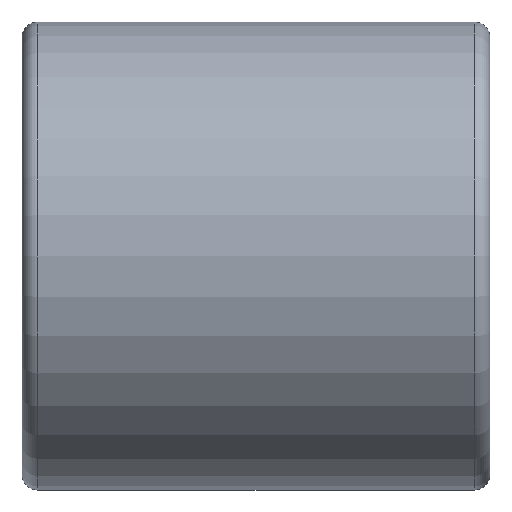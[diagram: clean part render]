
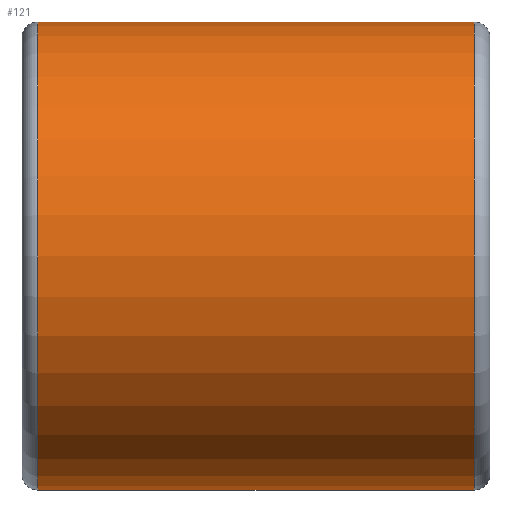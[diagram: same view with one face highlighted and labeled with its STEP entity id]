
A CAD part, left-side view. The second image highlights one B-rep face of the part: STEP entity #121.
In plain terms, the highlighted cylindrical face has radius 7.5 mm (diameter 15 mm), a partial arc.
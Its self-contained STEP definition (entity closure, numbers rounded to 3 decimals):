
#2 = ORIENTED_EDGE ( 'NONE', *, *, #328, .T. ) ;
#11 = CARTESIAN_POINT ( 'NONE',  ( 0., 33.565, -7.5 ) ) ;
#21 = ORIENTED_EDGE ( 'NONE', *, *, #297, .T. ) ;
#28 = CIRCLE ( 'NONE', #364, 7.5 ) ;
#32 = CARTESIAN_POINT ( 'NONE',  ( 0., 7., 0. ) ) ;
#39 = CIRCLE ( 'NONE', #184, 7.5 ) ;
#71 = LINE ( 'NONE', #11, #250 ) ;
#107 = EDGE_CURVE ( 'NONE', #428, #438, #71, .T. ) ;
#121 = ADVANCED_FACE ( 'NONE', ( #314 ), #205, .T. ) ;
#124 = DIRECTION ( 'NONE',  ( 0., 0., 1. ) ) ;
#133 = ORIENTED_EDGE ( 'NONE', *, *, #107, .F. ) ;
#141 = ORIENTED_EDGE ( 'NONE', *, *, #216, .T. ) ;
#158 = DIRECTION ( 'NONE',  ( 0., 1., 0. ) ) ;
#184 = AXIS2_PLACEMENT_3D ( 'NONE', #32, #430, #377 ) ;
#197 = CARTESIAN_POINT ( 'NONE',  ( 0., -7., 0. ) ) ;
#201 = VECTOR ( 'NONE', #293, 1000. ) ;
#205 = CYLINDRICAL_SURFACE ( 'NONE', #283, 7.5 ) ;
#211 = CARTESIAN_POINT ( 'NONE',  ( 0., 7., -7.5 ) ) ;
#216 = EDGE_CURVE ( 'NONE', #435, #260, #381, .T. ) ;
#250 = VECTOR ( 'NONE', #409, 1000. ) ;
#260 = VERTEX_POINT ( 'NONE', #338 ) ;
#261 = CARTESIAN_POINT ( 'NONE',  ( 0., -7., 7.5 ) ) ;
#280 = EDGE_LOOP ( 'NONE', ( #133, #2, #141, #21 ) ) ;
#283 = AXIS2_PLACEMENT_3D ( 'NONE', #450, #392, #346 ) ;
#293 = DIRECTION ( 'NONE',  ( 0., 1., 0. ) ) ;
#297 = EDGE_CURVE ( 'NONE', #260, #438, #39, .T. ) ;
#298 = CARTESIAN_POINT ( 'NONE',  ( 0., -7., -7.5 ) ) ;
#314 = FACE_OUTER_BOUND ( 'NONE', #280, .T. ) ;
#328 = EDGE_CURVE ( 'NONE', #428, #435, #28, .T. ) ;
#337 = CARTESIAN_POINT ( 'NONE',  ( 0., 33.565, 7.5 ) ) ;
#338 = CARTESIAN_POINT ( 'NONE',  ( 0., 7., 7.5 ) ) ;
#346 = DIRECTION ( 'NONE',  ( 0., 0., 1. ) ) ;
#364 = AXIS2_PLACEMENT_3D ( 'NONE', #197, #158, #124 ) ;
#377 = DIRECTION ( 'NONE',  ( 0., 0., -1. ) ) ;
#381 = LINE ( 'NONE', #337, #201 ) ;
#392 = DIRECTION ( 'NONE',  ( 0., 1., 0. ) ) ;
#409 = DIRECTION ( 'NONE',  ( 0., 1., 0. ) ) ;
#428 = VERTEX_POINT ( 'NONE', #298 ) ;
#430 = DIRECTION ( 'NONE',  ( 0., -1., 0. ) ) ;
#435 = VERTEX_POINT ( 'NONE', #261 ) ;
#438 = VERTEX_POINT ( 'NONE', #211 ) ;
#450 = CARTESIAN_POINT ( 'NONE',  ( 0., 33.565, 0. ) ) ;
